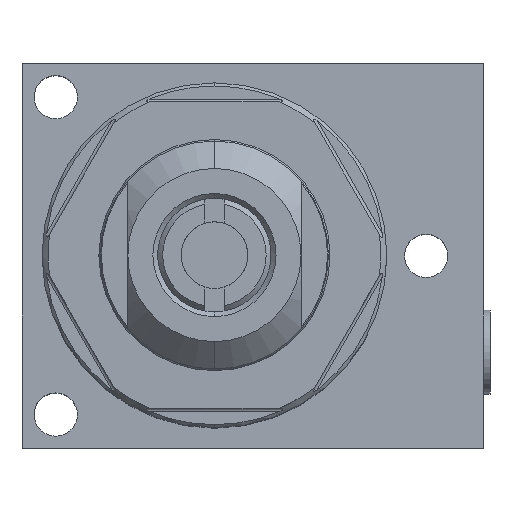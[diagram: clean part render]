
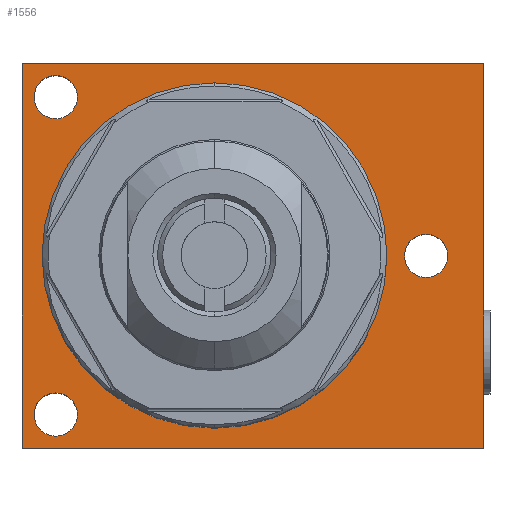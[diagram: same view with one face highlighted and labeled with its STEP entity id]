
A CAD part, top view. The second image highlights one B-rep face of the part: STEP entity #1556.
In plain terms, the highlighted planar face has unit normal (0, 0, 1).
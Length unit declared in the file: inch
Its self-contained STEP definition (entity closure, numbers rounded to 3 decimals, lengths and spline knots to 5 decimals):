
#186=DIRECTION('',(0.,1.,0.));
#187=VECTOR('',#186,2.5);
#188=CARTESIAN_POINT('',(-1.25,-1.25,0.56));
#189=LINE('',#188,#187);
#190=CARTESIAN_POINT('',(0.,0.,0.56));
#191=DIRECTION('',(0.,0.,1.));
#192=DIRECTION('',(1.,0.,0.));
#193=AXIS2_PLACEMENT_3D('',#190,#191,#192);
#195=CARTESIAN_POINT('',(0.,0.,0.56));
#196=DIRECTION('',(0.,0.,1.));
#197=DIRECTION('',(-1.,0.,0.));
#198=AXIS2_PLACEMENT_3D('',#195,#196,#197);
#200=CARTESIAN_POINT('',(-1.031,-1.031,0.56));
#201=DIRECTION('',(0.,0.,-1.));
#202=DIRECTION('',(-1.,0.,0.));
#203=AXIS2_PLACEMENT_3D('',#200,#201,#202);
#205=CARTESIAN_POINT('',(-1.031,-1.031,0.56));
#206=DIRECTION('',(0.,0.,-1.));
#207=DIRECTION('',(1.,0.,0.));
#208=AXIS2_PLACEMENT_3D('',#205,#206,#207);
#210=CARTESIAN_POINT('',(-1.031,1.031,0.56));
#211=DIRECTION('',(0.,0.,-1.));
#212=DIRECTION('',(-1.,0.,0.));
#213=AXIS2_PLACEMENT_3D('',#210,#211,#212);
#215=CARTESIAN_POINT('',(-1.031,1.031,0.56));
#216=DIRECTION('',(0.,0.,-1.));
#217=DIRECTION('',(1.,0.,0.));
#218=AXIS2_PLACEMENT_3D('',#215,#216,#217);
#220=CARTESIAN_POINT('',(1.375,0.,0.56));
#221=DIRECTION('',(0.,0.,-1.));
#222=DIRECTION('',(-1.,0.,0.));
#223=AXIS2_PLACEMENT_3D('',#220,#221,#222);
#225=CARTESIAN_POINT('',(1.375,0.,0.56));
#226=DIRECTION('',(0.,0.,-1.));
#227=DIRECTION('',(1.,0.,0.));
#228=AXIS2_PLACEMENT_3D('',#225,#226,#227);
#238=DIRECTION('',(1.,0.,0.));
#239=VECTOR('',#238,3.);
#240=CARTESIAN_POINT('',(-1.25,-1.25,0.56));
#241=LINE('',#240,#239);
#258=DIRECTION('',(1.,0.,0.));
#259=VECTOR('',#258,3.);
#260=CARTESIAN_POINT('',(-1.25,1.25,0.56));
#261=LINE('',#260,#259);
#266=DIRECTION('',(0.,1.,0.));
#267=VECTOR('',#266,2.5);
#268=CARTESIAN_POINT('',(1.75,-1.25,0.56));
#269=LINE('',#268,#267);
#1314=CARTESIAN_POINT('',(-1.25,-1.25,0.56));
#1315=VERTEX_POINT('',#1314);
#1316=CARTESIAN_POINT('',(1.75,-1.25,0.56));
#1317=VERTEX_POINT('',#1316);
#1322=CARTESIAN_POINT('',(-1.25,1.25,0.56));
#1323=VERTEX_POINT('',#1322);
#1324=CARTESIAN_POINT('',(1.75,1.25,0.56));
#1325=VERTEX_POINT('',#1324);
#1326=CARTESIAN_POINT('',(1.12,0.,0.56));
#1327=CARTESIAN_POINT('',(-1.12,0.,0.56));
#1328=VERTEX_POINT('',#1326);
#1329=VERTEX_POINT('',#1327);
#1334=CARTESIAN_POINT('',(-1.1715,-1.031,0.56));
#1335=CARTESIAN_POINT('',(-0.8905,-1.031,0.56));
#1336=VERTEX_POINT('',#1334);
#1337=VERTEX_POINT('',#1335);
#1342=CARTESIAN_POINT('',(-1.1715,1.031,0.56));
#1343=CARTESIAN_POINT('',(-0.8905,1.031,0.56));
#1344=VERTEX_POINT('',#1342);
#1345=VERTEX_POINT('',#1343);
#1350=CARTESIAN_POINT('',(1.2345,0.,0.56));
#1351=CARTESIAN_POINT('',(1.5155,0.,0.56));
#1352=VERTEX_POINT('',#1350);
#1353=VERTEX_POINT('',#1351);
#1519=CARTESIAN_POINT('',(-1.25,-1.25,0.56));
#1520=DIRECTION('',(0.,0.,1.));
#1521=DIRECTION('',(1.,0.,0.));
#1522=AXIS2_PLACEMENT_3D('',#1519,#1520,#1521);
#1523=PLANE('',#1522);
#1525=ORIENTED_EDGE('',*,*,#1524,.F.);
#1527=ORIENTED_EDGE('',*,*,#1526,.T.);
#1529=ORIENTED_EDGE('',*,*,#1528,.T.);
#1531=ORIENTED_EDGE('',*,*,#1530,.F.);
#1532=EDGE_LOOP('',(#1525,#1527,#1529,#1531));
#1533=FACE_OUTER_BOUND('',#1532,.F.);
#1535=ORIENTED_EDGE('',*,*,#1534,.T.);
#1537=ORIENTED_EDGE('',*,*,#1536,.T.);
#1538=EDGE_LOOP('',(#1535,#1537));
#1539=FACE_BOUND('',#1538,.F.);
#1540=ORIENTED_EDGE('',*,*,#1513,.F.);
#1541=ORIENTED_EDGE('',*,*,#1450,.F.);
#1542=EDGE_LOOP('',(#1540,#1541));
#1543=FACE_BOUND('',#1542,.F.);
#1545=ORIENTED_EDGE('',*,*,#1544,.F.);
#1547=ORIENTED_EDGE('',*,*,#1546,.F.);
#1548=EDGE_LOOP('',(#1545,#1547));
#1549=FACE_BOUND('',#1548,.F.);
#1551=ORIENTED_EDGE('',*,*,#1550,.F.);
#1553=ORIENTED_EDGE('',*,*,#1552,.F.);
#1554=EDGE_LOOP('',(#1551,#1553));
#1555=FACE_BOUND('',#1554,.F.);
#1556=ADVANCED_FACE('',(#1533,#1539,#1543,#1549,#1555),#1523,.T.);
#194=CIRCLE('',#193,1.12);
#199=CIRCLE('',#198,1.12);
#204=CIRCLE('',#203,0.1405);
#209=CIRCLE('',#208,0.1405);
#214=CIRCLE('',#213,0.1405);
#219=CIRCLE('',#218,0.1405);
#224=CIRCLE('',#223,0.1405);
#229=CIRCLE('',#228,0.1405);
#1450=EDGE_CURVE('',#1337,#1336,#209,.T.);
#1513=EDGE_CURVE('',#1336,#1337,#204,.T.);
#1524=EDGE_CURVE('',#1315,#1317,#241,.T.);
#1526=EDGE_CURVE('',#1315,#1323,#189,.T.);
#1528=EDGE_CURVE('',#1323,#1325,#261,.T.);
#1530=EDGE_CURVE('',#1317,#1325,#269,.T.);
#1534=EDGE_CURVE('',#1328,#1329,#194,.T.);
#1536=EDGE_CURVE('',#1329,#1328,#199,.T.);
#1544=EDGE_CURVE('',#1344,#1345,#214,.T.);
#1546=EDGE_CURVE('',#1345,#1344,#219,.T.);
#1550=EDGE_CURVE('',#1352,#1353,#224,.T.);
#1552=EDGE_CURVE('',#1353,#1352,#229,.T.);
